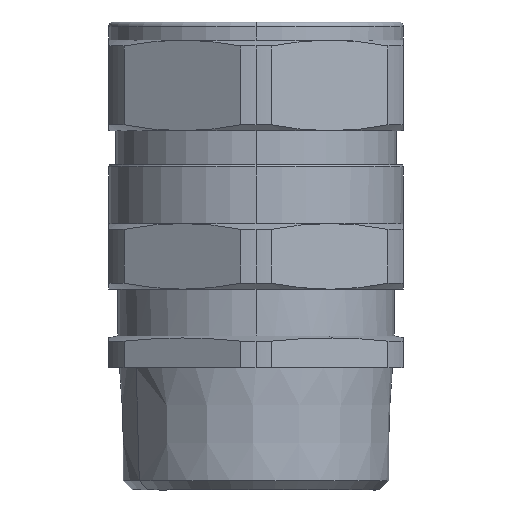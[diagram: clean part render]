
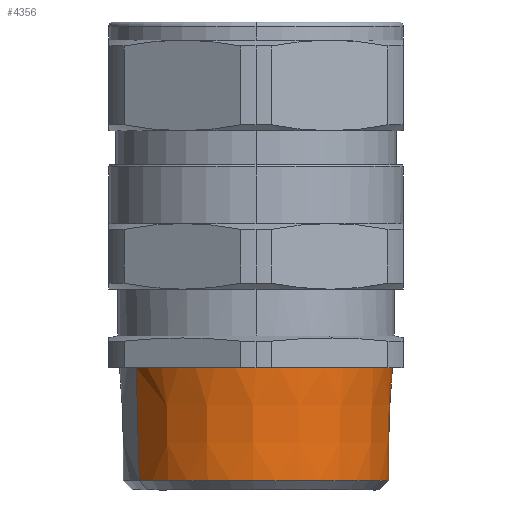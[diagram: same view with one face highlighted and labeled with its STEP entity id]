
A CAD part, front view. The second image highlights one B-rep face of the part: STEP entity #4356.
In plain terms, the highlighted conical face has half-angle 1.78 degrees and reference radius 29.311 mm.
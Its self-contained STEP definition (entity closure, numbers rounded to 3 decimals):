
#4121=AXIS2_PLACEMENT_3D('Circle Axis2P3D',#4119,#4120,$) ;
#4128=AXIS2_PLACEMENT_3D('Circle Axis2P3D',#4126,#4127,$) ;
#4328=AXIS2_PLACEMENT_3D('Cone Axis2P3D',#4325,#4326,#4327) ;
#4346=AXIS2_PLACEMENT_3D('Circle Axis2P3D',#4344,#4345,$) ;
#4114=CARTESIAN_POINT('Vertex',(6.041,21.295,27.)) ;
#4119=CARTESIAN_POINT('Axis2P3D Location',(32.5,35.75,27.)) ;
#4123=CARTESIAN_POINT('Vertex',(32.5,5.6,27.)) ;
#4126=CARTESIAN_POINT('Axis2P3D Location',(32.5,35.75,27.)) ;
#4130=CARTESIAN_POINT('Vertex',(58.959,50.205,27.)) ;
#4325=CARTESIAN_POINT('Axis2P3D Location',(32.5,35.75,0.)) ;
#4330=CARTESIAN_POINT('Line Origine',(58.591,50.004,13.5)) ;
#4334=CARTESIAN_POINT('Vertex',(58.279,49.833,2.064)) ;
#4337=CARTESIAN_POINT('Line Origine',(6.409,21.496,13.5)) ;
#4341=CARTESIAN_POINT('Vertex',(6.721,21.667,2.064)) ;
#4344=CARTESIAN_POINT('Axis2P3D Location',(32.5,35.75,2.064)) ;
#4120=DIRECTION('Axis2P3D Direction',(0.,0.,-1.)) ;
#4127=DIRECTION('Axis2P3D Direction',(0.,0.,-1.)) ;
#4326=DIRECTION('Axis2P3D Direction',(0.,0.,1.)) ;
#4327=DIRECTION('Axis2P3D XDirection',(0.878,0.479,0.)) ;
#4331=DIRECTION('Vector Direction',(0.027,0.015,1.)) ;
#4338=DIRECTION('Vector Direction',(-0.027,-0.015,1.)) ;
#4345=DIRECTION('Axis2P3D Direction',(0.,0.,1.)) ;
#4332=VECTOR('Line Direction',#4331,1.) ;
#4339=VECTOR('Line Direction',#4338,1.) ;
#4350=ORIENTED_EDGE('',*,*,#4336,.T.) ;
#4351=ORIENTED_EDGE('',*,*,#4132,.T.) ;
#4352=ORIENTED_EDGE('',*,*,#4125,.T.) ;
#4353=ORIENTED_EDGE('',*,*,#4343,.F.) ;
#4354=ORIENTED_EDGE('',*,*,#4348,.T.) ;
#4356=ADVANCED_FACE('PartBody',(#4355),#4329,.T.) ;
#4122=CIRCLE('generated circle',#4121,30.15) ;
#4129=CIRCLE('generated circle',#4128,30.15) ;
#4347=CIRCLE('generated circle',#4346,29.375) ;
#4329=CONICAL_SURFACE('Cone',#4328,29.311,0.031) ;
#4125=EDGE_CURVE('',#4124,#4115,#4122,.T.) ;
#4132=EDGE_CURVE('',#4131,#4124,#4129,.T.) ;
#4336=EDGE_CURVE('',#4335,#4131,#4333,.T.) ;
#4343=EDGE_CURVE('',#4342,#4115,#4340,.T.) ;
#4348=EDGE_CURVE('',#4342,#4335,#4347,.T.) ;
#4349=EDGE_LOOP('',(#4350,#4351,#4352,#4353,#4354)) ;
#4355=FACE_OUTER_BOUND('',#4349,.T.) ;
#4333=LINE('Line',#4330,#4332) ;
#4340=LINE('Line',#4337,#4339) ;
#4115=VERTEX_POINT('',#4114) ;
#4124=VERTEX_POINT('',#4123) ;
#4131=VERTEX_POINT('',#4130) ;
#4335=VERTEX_POINT('',#4334) ;
#4342=VERTEX_POINT('',#4341) ;
